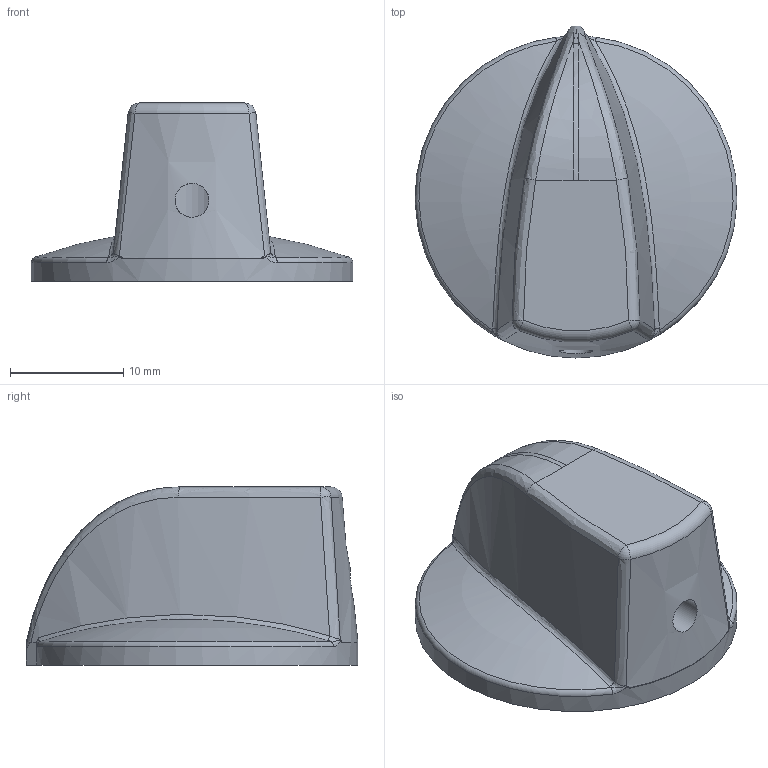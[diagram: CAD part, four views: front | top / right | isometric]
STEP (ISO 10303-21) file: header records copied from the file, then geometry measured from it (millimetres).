
FILE_DESCRIPTION((' '),'2;1');
FILE_NAME( '1550AG.stp', '2022-04-09T15:25:21', (' '), ('--- Datakit www.datakit.com---'), ' Datakit CrossCadWare V2022.1 Dec 21 2021', 'DATAKIT 2022 (c)', ' ');
FILE_SCHEMA(('AP242_MANAGED_MODEL_BASED_3D_ENGINEERING_MIM_LF { 1 0 10303 442 1 1 4 }'));
Length unit declared in the file: millimetre
Products named in the file (1): 1550AG
Bounding box: 28.44 x 29.34 x 15.75 mm (x, y, z)
Volume: 3982.2 mm3; surface area: 2583.6 mm2
Topology: 1 solids, 1 shells, 46 faces, 111 edges, 67 vertices
Faces by surface type: bspline 18, plane 11, extrusion 4, cylinder 4, sphere 4, torus 4, cone 1
Full cylindrical faces by diameter (mm): 3 x1, 6.35 x1, 17.526 x1
Entity records: 6279 total; most frequent: CARTESIAN_POINT 5326, ORIENTED_EDGE 210, DIRECTION 139, EDGE_CURVE 105, VERTEX_POINT 66, B_SPLINE_CURVE_WITH_KNOTS 65, AXIS2_PLACEMENT_3D 59, EDGE_LOOP 53
